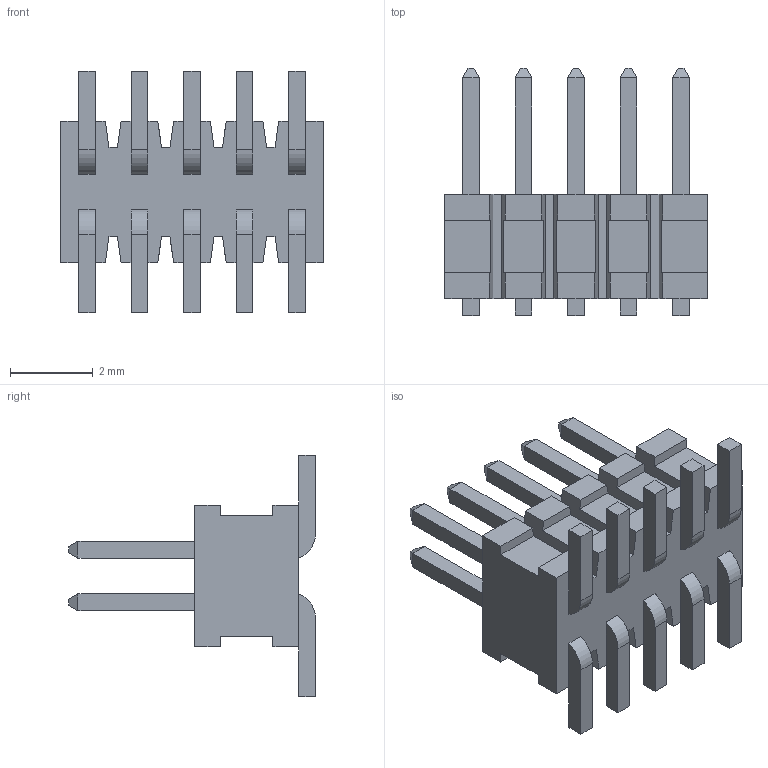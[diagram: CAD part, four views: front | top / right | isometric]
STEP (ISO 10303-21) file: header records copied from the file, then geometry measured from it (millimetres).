
FILE_DESCRIPTION (( 'STEP AP203' ), '1' );
FILE_NAME ('FTSH-105-01-X-DV.step', '2013-03-19T13:10:46', ( 'Test' ), ( 'SAMTEC' ), 'SwSTEP 2.0', 'SolidWorks 2012', '' );
FILE_SCHEMA (( 'CONFIG_CONTROL_DESIGN' ));
Length unit declared in the file: inch
Products named in the file (1): FTSH-105-01-X-DV
Bounding box: 6.35 x 5.97 x 5.84 mm (x, y, z)
Volume: 56.5 mm3; surface area: 189.6 mm2
Topology: 1 solids, 1 shells, 228 faces, 588 edges, 372 vertices
Faces by surface type: plane 218, cylinder 10
Entity records: 6811 total; most frequent: CARTESIAN_POINT 1189, ORIENTED_EDGE 1176, DIRECTION 1066, EDGE_CURVE 588, VECTOR 568, LINE 568, VERTEX_POINT 372, AXIS2_PLACEMENT_3D 249
